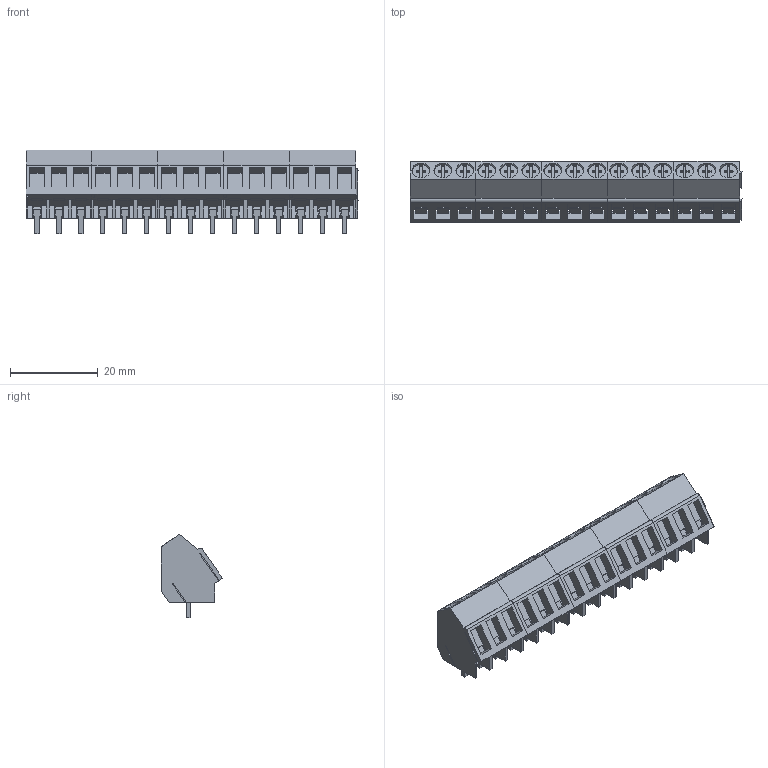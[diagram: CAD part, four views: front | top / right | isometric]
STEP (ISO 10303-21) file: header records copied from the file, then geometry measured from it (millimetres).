
FILE_DESCRIPTION(('CATIA V5 STEP Exchange','CAx-IF Rec.Pracs.--- Model Styling and Organization---1.2---2011-12-15'),'2;1');
FILE_NAME ('D1449942_0_1233930000_1233930000.stp','2018-03-31T07:20:35+00:00',('none'),('Weidmueller'),'CATIA Version 5-6 Release 2014','CATIA V5 STEP AP214','none');
FILE_SCHEMA(('AUTOMOTIVE_DESIGN { 1 0 10303 214 1 1 1 1 }'));
Length unit declared in the file: millimetre
Products named in the file (1): 1233930000
Bounding box: 75.55 x 13.9 x 19 mm (x, y, z)
Volume: 8674.5 mm3; surface area: 10621.7 mm2
Topology: 35 solids, 35 shells, 1280 faces, 3525 edges, 2330 vertices
Faces by surface type: plane 1185, cylinder 95
Entity records: 39106 total; most frequent: ORIENTED_EDGE 7050, CARTESIAN_POINT 7010, DIRECTION 5369, EDGE_CURVE 3525, VECTOR 3275, LINE 3275, VERTEX_POINT 2330, EDGE_LOOP 1325
